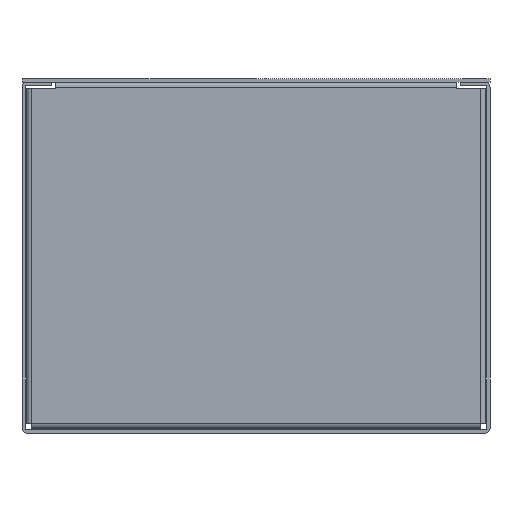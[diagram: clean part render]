
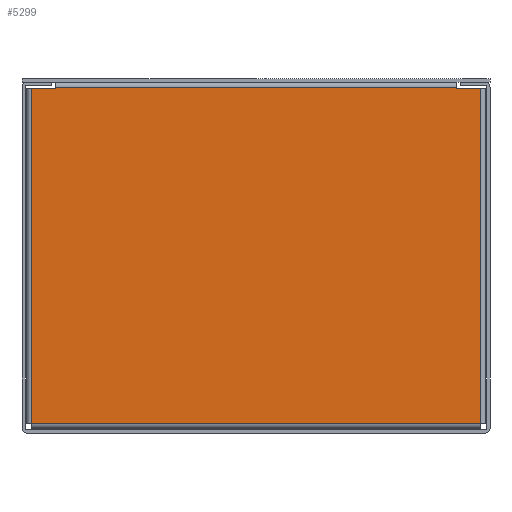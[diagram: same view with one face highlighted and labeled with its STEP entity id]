
A CAD part, front view. The second image highlights one B-rep face of the part: STEP entity #5299.
In plain terms, the highlighted planar face has unit normal (0, -1, 0).
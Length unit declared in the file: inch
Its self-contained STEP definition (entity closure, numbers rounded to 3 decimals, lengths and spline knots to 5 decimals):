
#151 = ORIENTED_EDGE ( 'NONE', *, *, #4253, .F. ) ;
#157 = CARTESIAN_POINT ( 'NONE',  ( 3.429, -5., 5.914 ) ) ;
#443 = CARTESIAN_POINT ( 'NONE',  ( 3.844, -5., 0.166 ) ) ;
#595 = VECTOR ( 'NONE', #5960, 39.37008 ) ;
#640 = ORIENTED_EDGE ( 'NONE', *, *, #5386, .F. ) ;
#994 = CARTESIAN_POINT ( 'NONE',  ( 3.844, -5., 5.9 ) ) ;
#1036 = ORIENTED_EDGE ( 'NONE', *, *, #2304, .F. ) ;
#1057 = CARTESIAN_POINT ( 'NONE',  ( -3.429, -5., 5.9 ) ) ;
#1125 = LINE ( 'NONE', #4299, #6658 ) ;
#1141 = VECTOR ( 'NONE', #3638, 39.37008 ) ;
#1199 = LINE ( 'NONE', #6365, #2529 ) ;
#1265 = ORIENTED_EDGE ( 'NONE', *, *, #2807, .F. ) ;
#1378 = LINE ( 'NONE', #4859, #5039 ) ;
#1401 = ORIENTED_EDGE ( 'NONE', *, *, #2000, .F. ) ;
#1403 = VERTEX_POINT ( 'NONE', #443 ) ;
#1519 = DIRECTION ( 'NONE',  ( 0., 1., 0. ) ) ;
#1828 = VERTEX_POINT ( 'NONE', #2969 ) ;
#1876 = LINE ( 'NONE', #3964, #3204 ) ;
#2000 = EDGE_CURVE ( 'NONE', #6715, #3572, #5392, .T. ) ;
#2069 = PLANE ( 'NONE',  #3615 ) ;
#2112 = CARTESIAN_POINT ( 'NONE',  ( -3.429, -5., 5.914 ) ) ;
#2125 = VERTEX_POINT ( 'NONE', #2112 ) ;
#2228 = EDGE_CURVE ( 'NONE', #3572, #4656, #1876, .T. ) ;
#2282 = DIRECTION ( 'NONE',  ( -1., 0., 0. ) ) ;
#2304 = EDGE_CURVE ( 'NONE', #1403, #6715, #1125, .T. ) ;
#2408 = LINE ( 'NONE', #2861, #6344 ) ;
#2464 = EDGE_CURVE ( 'NONE', #3720, #1828, #2408, .T. ) ;
#2508 = EDGE_CURVE ( 'NONE', #2125, #3720, #4079, .T. ) ;
#2529 = VECTOR ( 'NONE', #4263, 39.37008 ) ;
#2787 = DIRECTION ( 'NONE',  ( 0., 0., -1. ) ) ;
#2807 = EDGE_CURVE ( 'NONE', #6123, #1403, #1378, .T. ) ;
#2861 = CARTESIAN_POINT ( 'NONE',  ( 3.429, -5., 5.9 ) ) ;
#2969 = CARTESIAN_POINT ( 'NONE',  ( 3.429, -5., 5.9 ) ) ;
#3204 = VECTOR ( 'NONE', #3651, 39.37008 ) ;
#3568 = ORIENTED_EDGE ( 'NONE', *, *, #2228, .F. ) ;
#3572 = VERTEX_POINT ( 'NONE', #4667 ) ;
#3615 = AXIS2_PLACEMENT_3D ( 'NONE', #5122, #1519, #4048 ) ;
#3638 = DIRECTION ( 'NONE',  ( 1., 0., 0. ) ) ;
#3651 = DIRECTION ( 'NONE',  ( 1., 0., 0. ) ) ;
#3720 = VERTEX_POINT ( 'NONE', #157 ) ;
#3806 = CARTESIAN_POINT ( 'NONE',  ( -3.844, -5., 6. ) ) ;
#3964 = CARTESIAN_POINT ( 'NONE',  ( -3.844, -5., 5.9 ) ) ;
#4048 = DIRECTION ( 'NONE',  ( -1., 0., 0. ) ) ;
#4079 = LINE ( 'NONE', #6172, #1141 ) ;
#4085 = LINE ( 'NONE', #1057, #6433 ) ;
#4253 = EDGE_CURVE ( 'NONE', #1828, #6123, #1199, .T. ) ;
#4263 = DIRECTION ( 'NONE',  ( 1., 0., 0. ) ) ;
#4299 = CARTESIAN_POINT ( 'NONE',  ( -3.844, -5., 0.166 ) ) ;
#4449 = DIRECTION ( 'NONE',  ( 0., 0., -1. ) ) ;
#4656 = VERTEX_POINT ( 'NONE', #5014 ) ;
#4667 = CARTESIAN_POINT ( 'NONE',  ( -3.844, -5., 5.9 ) ) ;
#4859 = CARTESIAN_POINT ( 'NONE',  ( 3.844, -5., 6. ) ) ;
#5014 = CARTESIAN_POINT ( 'NONE',  ( -3.429, -5., 5.9 ) ) ;
#5039 = VECTOR ( 'NONE', #2787, 39.37008 ) ;
#5088 = DIRECTION ( 'NONE',  ( 0., 0., 1. ) ) ;
#5122 = CARTESIAN_POINT ( 'NONE',  ( -3.844, -5., 6. ) ) ;
#5299 = ADVANCED_FACE ( 'NONE', ( #6251 ), #2069, .F. ) ;
#5386 = EDGE_CURVE ( 'NONE', #4656, #2125, #4085, .T. ) ;
#5392 = LINE ( 'NONE', #3806, #595 ) ;
#5597 = EDGE_LOOP ( 'NONE', ( #5701, #640, #3568, #1401, #1036, #1265, #151, #6410 ) ) ;
#5701 = ORIENTED_EDGE ( 'NONE', *, *, #2508, .F. ) ;
#5960 = DIRECTION ( 'NONE',  ( 0., 0., 1. ) ) ;
#6006 = CARTESIAN_POINT ( 'NONE',  ( -3.844, -5., 0.166 ) ) ;
#6123 = VERTEX_POINT ( 'NONE', #994 ) ;
#6172 = CARTESIAN_POINT ( 'NONE',  ( -3.844, -5., 5.914 ) ) ;
#6251 = FACE_OUTER_BOUND ( 'NONE', #5597, .T. ) ;
#6344 = VECTOR ( 'NONE', #4449, 39.37008 ) ;
#6365 = CARTESIAN_POINT ( 'NONE',  ( -3.844, -5., 5.9 ) ) ;
#6410 = ORIENTED_EDGE ( 'NONE', *, *, #2464, .F. ) ;
#6433 = VECTOR ( 'NONE', #5088, 39.37008 ) ;
#6658 = VECTOR ( 'NONE', #2282, 39.37008 ) ;
#6715 = VERTEX_POINT ( 'NONE', #6006 ) ;
